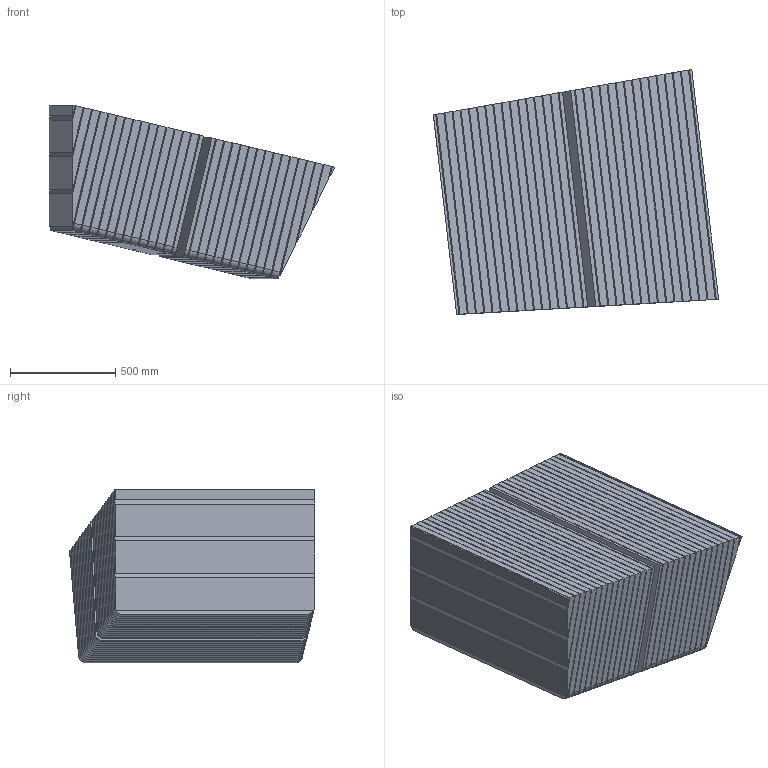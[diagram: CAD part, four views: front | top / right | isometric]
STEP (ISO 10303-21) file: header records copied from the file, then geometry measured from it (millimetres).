
FILE_DESCRIPTION(('FreeCAD Model'),'2;1');
FILE_NAME('detailed_HCLL/step/lithium_lead_sample_envelope_2.step', '2018-04-17T15:57:09',('FreeCAD'),('FreeCAD'), 'Open CASCADE STEP processor 7.1','FreeCAD','Unknown');
FILE_SCHEMA(('AUTOMOTIVE_DESIGN_CC2 { 1 2 10303 214 -1 1 5 4 }'));
Length unit declared in the file: millimetre
Products named in the file (34): Open CASCADE STEP translator 7.1 24; Open CASCADE STEP translator 7.1 24.1; Open CASCADE STEP translator 7.1 24.2; Open CASCADE STEP translator 7.1 24.3; Open CASCADE STEP translator 7.1 24.4; Open CASCADE STEP translator 7.1 24.5; Open CASCADE STEP translator 7.1 24.6; Open CASCADE STEP translator 7.1 24.7; Open CASCADE STEP translator 7.1 24.8; Open CASCADE STEP translator 7.1 24.9; Open CASCADE STEP translator 7.1 24.10; Open CASCADE STEP translator 7.1 24.11; Open CASCADE STEP translator 7.1 24.12; Open CASCADE STEP translator 7.1 24.13; Open CASCADE STEP translator 7.1 24.14; Open CASCADE STEP translator 7.1 24.15; Open CASCADE STEP translator 7.1 24.16; Open CASCADE STEP translator 7.1 24.17; Open CASCADE STEP translator 7.1 24.18; Open CASCADE STEP translator 7.1 24.19; Open CASCADE STEP translator 7.1 24.20; Open CASCADE STEP translator 7.1 24.21; Open CASCADE STEP translator 7.1 24.22; Open CASCADE STEP translator 7.1 24.23; Open CASCADE STEP translator 7.1 24.24; Open CASCADE STEP translator 7.1 24.25; Open CASCADE STEP translator 7.1 24.26; Open CASCADE STEP translator 7.1 24.27; Open CASCADE STEP translator 7.1 24.28; Open CASCADE STEP translator 7.1 24.29; Open CASCADE STEP translator 7.1 24.30; Open CASCADE STEP translator 7.1 24.31; Open CASCADE STEP translator 7.1 24.32; Open CASCADE STEP translator 7.1 24.33
Assembly tree (33 placements, depth 2):
  Open CASCADE STEP translator 7.1 24
    Open CASCADE STEP translator 7.1 24.1
    Open CASCADE STEP translator 7.1 24.2
    Open CASCADE STEP translator 7.1 24.3
    Open CASCADE STEP translator 7.1 24.4
    Open CASCADE STEP translator 7.1 24.5
    Open CASCADE STEP translator 7.1 24.6
    Open CASCADE STEP translator 7.1 24.7
    Open CASCADE STEP translator 7.1 24.8
    Open CASCADE STEP translator 7.1 24.9
    Open CASCADE STEP translator 7.1 24.10
    Open CASCADE STEP translator 7.1 24.11
    Open CASCADE STEP translator 7.1 24.12
    Open CASCADE STEP translator 7.1 24.13
    Open CASCADE STEP translator 7.1 24.14
    Open CASCADE STEP translator 7.1 24.15
    Open CASCADE STEP translator 7.1 24.16
    Open CASCADE STEP translator 7.1 24.17
    Open CASCADE STEP translator 7.1 24.18
    Open CASCADE STEP translator 7.1 24.19
    Open CASCADE STEP translator 7.1 24.20
    Open CASCADE STEP translator 7.1 24.21
    Open CASCADE STEP translator 7.1 24.22
    Open CASCADE STEP translator 7.1 24.23
    Open CASCADE STEP translator 7.1 24.24
    Open CASCADE STEP translator 7.1 24.25
    Open CASCADE STEP translator 7.1 24.26
    Open CASCADE STEP translator 7.1 24.27
    Open CASCADE STEP translator 7.1 24.28
    Open CASCADE STEP translator 7.1 24.29
    Open CASCADE STEP translator 7.1 24.30
    Open CASCADE STEP translator 7.1 24.31
    Open CASCADE STEP translator 7.1 24.32
    Open CASCADE STEP translator 7.1 24.33
Bounding box: 1356.68 x 1165.31 x 827.28 mm (x, y, z)
Volume: 570674311.6 mm3; surface area: 37604822.5 mm2
Topology: 33 solids, 33 shells, 250 faces, 552 edges, 368 vertices
Faces by surface type: plane 196, cylinder 54
Entity records: 14532 total; most frequent: CARTESIAN_POINT 3848, DIRECTION 1548, ORIENTED_EDGE 1104, PCURVE 1104, DEFINITIONAL_REPRESENTATION 1104, B_SPLINE_CURVE_WITH_KNOTS 784, LINE 656, VECTOR 656
